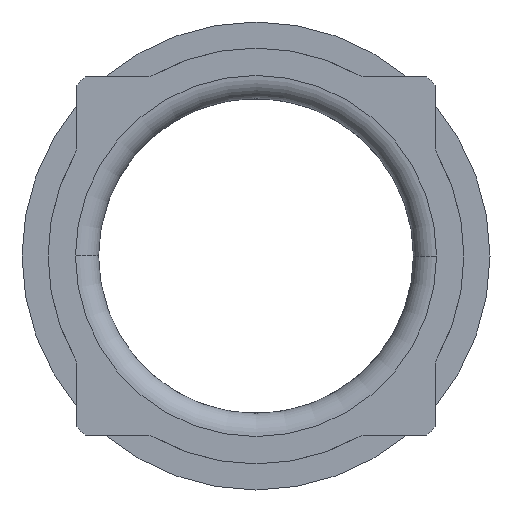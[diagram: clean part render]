
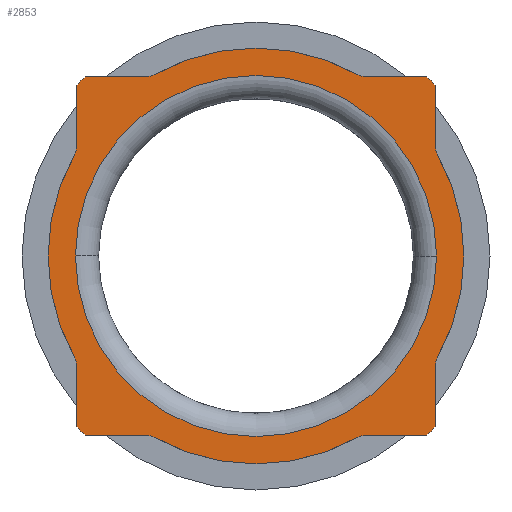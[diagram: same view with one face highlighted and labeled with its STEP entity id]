
A CAD part, left-side view. The second image highlights one B-rep face of the part: STEP entity #2853.
In plain terms, the highlighted planar face has unit normal (-1, 0, 0).
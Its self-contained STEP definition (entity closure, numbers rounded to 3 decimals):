
#636=CARTESIAN_POINT('',(-5.2,-5.93,3.328));
#637=DIRECTION('',(1.,0.,0.));
#638=DIRECTION('',(0.,0.872,-0.489));
#639=AXIS2_PLACEMENT_3D('',#636,#637,#638);
#645=DIRECTION('',(0.,0.,1.));
#646=VECTOR('',#645,1.846);
#647=CARTESIAN_POINT('',(-5.2,-5.43,-5.173));
#648=LINE('',#647,#646);
#649=CARTESIAN_POINT('',(-5.2,0.,0.));
#650=DIRECTION('',(-1.,0.,0.));
#651=DIRECTION('',(0.,-0.69,-0.724));
#652=AXIS2_PLACEMENT_3D('',#649,#650,#651);
#654=DIRECTION('',(0.,-1.,0.));
#655=VECTOR('',#654,1.846);
#656=CARTESIAN_POINT('',(-5.2,-3.328,-5.43));
#657=LINE('',#656,#655);
#658=CARTESIAN_POINT('',(-5.2,0.,0.));
#659=DIRECTION('',(1.,0.,0.));
#660=DIRECTION('',(0.,-0.489,-0.872));
#661=AXIS2_PLACEMENT_3D('',#658,#659,#660);
#663=DIRECTION('',(0.,-1.,0.));
#664=VECTOR('',#663,1.846);
#665=CARTESIAN_POINT('',(-5.2,5.173,-5.43));
#666=LINE('',#665,#664);
#667=CARTESIAN_POINT('',(-5.2,0.,0.));
#668=DIRECTION('',(-1.,0.,0.));
#669=DIRECTION('',(0.,0.724,-0.69));
#670=AXIS2_PLACEMENT_3D('',#667,#668,#669);
#672=DIRECTION('',(0.,0.,-1.));
#673=VECTOR('',#672,1.846);
#674=CARTESIAN_POINT('',(-5.2,5.43,-3.328));
#675=LINE('',#674,#673);
#676=DIRECTION('',(0.,0.,-1.));
#677=VECTOR('',#676,1.846);
#678=CARTESIAN_POINT('',(-5.2,5.43,5.173));
#679=LINE('',#678,#677);
#680=CARTESIAN_POINT('',(-5.2,0.,0.));
#681=DIRECTION('',(1.,0.,0.));
#682=DIRECTION('',(0.,0.724,0.69));
#683=AXIS2_PLACEMENT_3D('',#680,#681,#682);
#685=DIRECTION('',(0.,1.,0.));
#686=VECTOR('',#685,1.846);
#687=CARTESIAN_POINT('',(-5.2,3.328,5.43));
#688=LINE('',#687,#686);
#689=CARTESIAN_POINT('',(-5.2,0.,0.));
#690=DIRECTION('',(1.,0.,0.));
#691=DIRECTION('',(0.,0.489,0.872));
#692=AXIS2_PLACEMENT_3D('',#689,#690,#691);
#694=DIRECTION('',(0.,1.,0.));
#695=VECTOR('',#694,1.846);
#696=CARTESIAN_POINT('',(-5.2,-5.173,5.43));
#697=LINE('',#696,#695);
#698=CARTESIAN_POINT('',(-5.2,0.,0.));
#699=DIRECTION('',(1.,0.,0.));
#700=DIRECTION('',(0.,-0.69,0.724));
#701=AXIS2_PLACEMENT_3D('',#698,#699,#700);
#703=DIRECTION('',(0.,0.,1.));
#704=VECTOR('',#703,1.846);
#705=CARTESIAN_POINT('',(-5.2,-5.43,3.328));
#706=LINE('',#705,#704);
#707=CARTESIAN_POINT('',(-5.2,0.,0.));
#708=DIRECTION('',(-1.,0.,0.));
#709=DIRECTION('',(0.,-1.,0.));
#710=AXIS2_PLACEMENT_3D('',#707,#708,#709);
#712=CARTESIAN_POINT('',(-5.2,0.,0.));
#713=DIRECTION('',(-1.,0.,0.));
#714=DIRECTION('',(0.,1.,0.));
#715=AXIS2_PLACEMENT_3D('',#712,#713,#714);
#725=CARTESIAN_POINT('',(-5.2,0.,0.));
#726=DIRECTION('',(-1.,0.,0.));
#727=DIRECTION('',(0.,-0.872,-0.489));
#728=AXIS2_PLACEMENT_3D('',#725,#726,#727);
#743=CARTESIAN_POINT('',(-5.2,0.,0.));
#744=DIRECTION('',(-1.,0.,0.));
#745=DIRECTION('',(0.,0.872,0.489));
#746=AXIS2_PLACEMENT_3D('',#743,#744,#745);
#761=CARTESIAN_POINT('',(-5.2,-3.328,-5.93));
#762=DIRECTION('',(1.,0.,0.));
#763=DIRECTION('',(0.,0.489,0.872));
#764=AXIS2_PLACEMENT_3D('',#761,#762,#763);
#792=CARTESIAN_POINT('',(-5.2,-5.93,-3.328));
#793=DIRECTION('',(1.,0.,0.));
#794=DIRECTION('',(0.,1.,0.));
#795=AXIS2_PLACEMENT_3D('',#792,#793,#794);
#844=CARTESIAN_POINT('',(-5.2,5.93,3.328));
#845=DIRECTION('',(1.,0.,0.));
#846=DIRECTION('',(0.,-1.,0.));
#847=AXIS2_PLACEMENT_3D('',#844,#845,#846);
#872=CARTESIAN_POINT('',(-5.2,3.328,5.93));
#873=DIRECTION('',(1.,0.,0.));
#874=DIRECTION('',(0.,-0.489,-0.872));
#875=AXIS2_PLACEMENT_3D('',#872,#873,#874);
#927=CARTESIAN_POINT('',(-5.2,5.93,-3.328));
#928=DIRECTION('',(1.,0.,0.));
#929=DIRECTION('',(0.,-0.872,0.489));
#930=AXIS2_PLACEMENT_3D('',#927,#928,#929);
#958=CARTESIAN_POINT('',(-5.2,3.328,-5.93));
#959=DIRECTION('',(1.,0.,0.));
#960=DIRECTION('',(0.,0.,1.));
#961=AXIS2_PLACEMENT_3D('',#958,#959,#960);
#1010=CARTESIAN_POINT('',(-5.2,-3.328,5.93));
#1011=DIRECTION('',(1.,0.,0.));
#1012=DIRECTION('',(0.,0.,-1.));
#1013=AXIS2_PLACEMENT_3D('',#1010,#1011,#1012);
#2152=CARTESIAN_POINT('',(-5.2,-5.47,0.));
#2153=CARTESIAN_POINT('',(-5.2,5.47,0.));
#2154=VERTEX_POINT('',#2152);
#2155=VERTEX_POINT('',#2153);
#2287=CARTESIAN_POINT('',(-5.2,5.43,5.173));
#2289=VERTEX_POINT('',#2287);
#2291=CARTESIAN_POINT('',(-5.2,5.173,5.43));
#2293=VERTEX_POINT('',#2291);
#2295=CARTESIAN_POINT('',(-5.2,-5.173,5.43));
#2297=VERTEX_POINT('',#2295);
#2299=CARTESIAN_POINT('',(-5.2,-5.43,5.173));
#2301=VERTEX_POINT('',#2299);
#2303=CARTESIAN_POINT('',(-5.2,5.43,-5.173));
#2305=VERTEX_POINT('',#2303);
#2307=CARTESIAN_POINT('',(-5.2,-5.43,-5.173));
#2309=VERTEX_POINT('',#2307);
#2311=CARTESIAN_POINT('',(-5.2,5.173,-5.43));
#2313=VERTEX_POINT('',#2311);
#2315=CARTESIAN_POINT('',(-5.2,-5.173,-5.43));
#2317=VERTEX_POINT('',#2315);
#2332=CARTESIAN_POINT('',(-5.2,-3.328,-5.43));
#2334=VERTEX_POINT('',#2332);
#2336=CARTESIAN_POINT('',(-5.2,-3.083,-5.494));
#2338=VERTEX_POINT('',#2336);
#2340=CARTESIAN_POINT('',(-5.2,-5.494,-3.083));
#2342=VERTEX_POINT('',#2340);
#2344=CARTESIAN_POINT('',(-5.2,-5.43,-3.328));
#2346=VERTEX_POINT('',#2344);
#2348=CARTESIAN_POINT('',(-5.2,-5.43,3.328));
#2350=VERTEX_POINT('',#2348);
#2352=CARTESIAN_POINT('',(-5.2,-5.494,3.083));
#2354=VERTEX_POINT('',#2352);
#2356=CARTESIAN_POINT('',(-5.2,-3.083,5.494));
#2358=VERTEX_POINT('',#2356);
#2360=CARTESIAN_POINT('',(-5.2,-3.328,5.43));
#2362=VERTEX_POINT('',#2360);
#2364=CARTESIAN_POINT('',(-5.2,3.328,5.43));
#2366=VERTEX_POINT('',#2364);
#2368=CARTESIAN_POINT('',(-5.2,3.083,5.494));
#2370=VERTEX_POINT('',#2368);
#2372=CARTESIAN_POINT('',(-5.2,5.494,3.083));
#2374=VERTEX_POINT('',#2372);
#2376=CARTESIAN_POINT('',(-5.2,5.43,3.328));
#2378=VERTEX_POINT('',#2376);
#2380=CARTESIAN_POINT('',(-5.2,5.43,-3.328));
#2382=VERTEX_POINT('',#2380);
#2384=CARTESIAN_POINT('',(-5.2,5.494,-3.083));
#2386=VERTEX_POINT('',#2384);
#2388=CARTESIAN_POINT('',(-5.2,3.083,-5.494));
#2390=VERTEX_POINT('',#2388);
#2392=CARTESIAN_POINT('',(-5.2,3.328,-5.43));
#2394=VERTEX_POINT('',#2392);
#2795=CARTESIAN_POINT('',(-5.2,0.,0.));
#2796=DIRECTION('',(1.,0.,0.));
#2797=DIRECTION('',(0.,-1.,0.));
#2798=AXIS2_PLACEMENT_3D('',#2795,#2796,#2797);
#2799=PLANE('',#2798);
#2801=ORIENTED_EDGE('',*,*,#2800,.F.);
#2803=ORIENTED_EDGE('',*,*,#2802,.F.);
#2805=ORIENTED_EDGE('',*,*,#2804,.F.);
#2807=ORIENTED_EDGE('',*,*,#2806,.F.);
#2809=ORIENTED_EDGE('',*,*,#2808,.F.);
#2811=ORIENTED_EDGE('',*,*,#2810,.F.);
#2813=ORIENTED_EDGE('',*,*,#2812,.T.);
#2815=ORIENTED_EDGE('',*,*,#2814,.F.);
#2817=ORIENTED_EDGE('',*,*,#2816,.F.);
#2819=ORIENTED_EDGE('',*,*,#2818,.F.);
#2821=ORIENTED_EDGE('',*,*,#2820,.F.);
#2823=ORIENTED_EDGE('',*,*,#2822,.F.);
#2825=ORIENTED_EDGE('',*,*,#2824,.F.);
#2827=ORIENTED_EDGE('',*,*,#2826,.F.);
#2829=ORIENTED_EDGE('',*,*,#2828,.F.);
#2831=ORIENTED_EDGE('',*,*,#2830,.T.);
#2833=ORIENTED_EDGE('',*,*,#2832,.F.);
#2835=ORIENTED_EDGE('',*,*,#2834,.F.);
#2836=ORIENTED_EDGE('',*,*,#2727,.T.);
#2838=ORIENTED_EDGE('',*,*,#2837,.F.);
#2840=ORIENTED_EDGE('',*,*,#2839,.F.);
#2842=ORIENTED_EDGE('',*,*,#2841,.T.);
#2843=ORIENTED_EDGE('',*,*,#2785,.F.);
#2844=ORIENTED_EDGE('',*,*,#2774,.F.);
#2845=EDGE_LOOP('',(#2801,#2803,#2805,#2807,#2809,#2811,#2813,#2815,#2817,#2819,
#2821,#2823,#2825,#2827,#2829,#2831,#2833,#2835,#2836,#2838,#2840,#2842,#2843,
#2844));
#2846=FACE_OUTER_BOUND('',#2845,.F.);
#2848=ORIENTED_EDGE('',*,*,#2847,.T.);
#2850=ORIENTED_EDGE('',*,*,#2849,.T.);
#2851=EDGE_LOOP('',(#2848,#2850));
#2852=FACE_BOUND('',#2851,.F.);
#2853=ADVANCED_FACE('',(#2846,#2852),#2799,.F.);
#640=CIRCLE('',#639,0.5);
#653=CIRCLE('',#652,7.5);
#662=CIRCLE('',#661,6.3);
#671=CIRCLE('',#670,7.5);
#684=CIRCLE('',#683,7.5);
#693=CIRCLE('',#692,6.3);
#702=CIRCLE('',#701,7.5);
#711=CIRCLE('',#710,5.47);
#716=CIRCLE('',#715,5.47);
#729=CIRCLE('',#728,6.3);
#747=CIRCLE('',#746,6.3);
#765=CIRCLE('',#764,0.5);
#796=CIRCLE('',#795,0.5);
#848=CIRCLE('',#847,0.5);
#876=CIRCLE('',#875,0.5);
#931=CIRCLE('',#930,0.5);
#962=CIRCLE('',#961,0.5);
#1014=CIRCLE('',#1013,0.5);
#2727=EDGE_CURVE('',#2370,#2358,#693,.T.);
#2774=EDGE_CURVE('',#2354,#2350,#640,.T.);
#2785=EDGE_CURVE('',#2350,#2301,#706,.T.);
#2800=EDGE_CURVE('',#2342,#2354,#729,.T.);
#2802=EDGE_CURVE('',#2346,#2342,#796,.T.);
#2804=EDGE_CURVE('',#2309,#2346,#648,.T.);
#2806=EDGE_CURVE('',#2317,#2309,#653,.T.);
#2808=EDGE_CURVE('',#2334,#2317,#657,.T.);
#2810=EDGE_CURVE('',#2338,#2334,#765,.T.);
#2812=EDGE_CURVE('',#2338,#2390,#662,.T.);
#2814=EDGE_CURVE('',#2394,#2390,#962,.T.);
#2816=EDGE_CURVE('',#2313,#2394,#666,.T.);
#2818=EDGE_CURVE('',#2305,#2313,#671,.T.);
#2820=EDGE_CURVE('',#2382,#2305,#675,.T.);
#2822=EDGE_CURVE('',#2386,#2382,#931,.T.);
#2824=EDGE_CURVE('',#2374,#2386,#747,.T.);
#2826=EDGE_CURVE('',#2378,#2374,#848,.T.);
#2828=EDGE_CURVE('',#2289,#2378,#679,.T.);
#2830=EDGE_CURVE('',#2289,#2293,#684,.T.);
#2832=EDGE_CURVE('',#2366,#2293,#688,.T.);
#2834=EDGE_CURVE('',#2370,#2366,#876,.T.);
#2837=EDGE_CURVE('',#2362,#2358,#1014,.T.);
#2839=EDGE_CURVE('',#2297,#2362,#697,.T.);
#2841=EDGE_CURVE('',#2297,#2301,#702,.T.);
#2847=EDGE_CURVE('',#2154,#2155,#711,.T.);
#2849=EDGE_CURVE('',#2155,#2154,#716,.T.);
